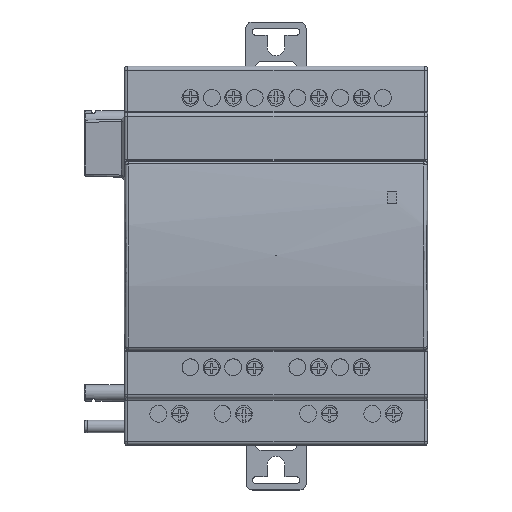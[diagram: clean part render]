
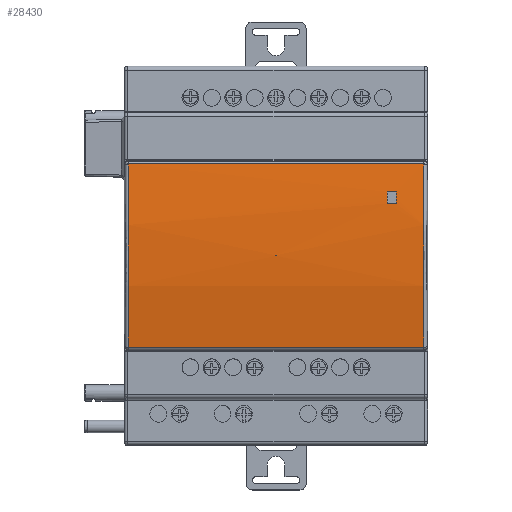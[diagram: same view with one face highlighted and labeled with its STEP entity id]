
A CAD part, top view. The second image highlights one B-rep face of the part: STEP entity #28430.
In plain terms, the highlighted cylindrical face has radius 130 mm (diameter 260 mm), a partial arc.
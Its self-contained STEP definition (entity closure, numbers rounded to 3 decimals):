
#97=B_SPLINE_CURVE_WITH_KNOTS('',3,(#48011,#48012,#48013,#48014),
 .UNSPECIFIED.,.F.,.F.,(4,4),(0.,1.),.UNSPECIFIED.);
#98=B_SPLINE_CURVE_WITH_KNOTS('',3,(#48019,#48020,#48021,#48022),
 .UNSPECIFIED.,.F.,.F.,(4,4),(0.,1.),.UNSPECIFIED.);
#99=B_SPLINE_CURVE_WITH_KNOTS('',3,(#48028,#48029,#48030,#48031),
 .UNSPECIFIED.,.F.,.F.,(4,4),(0.,1.),.UNSPECIFIED.);
#100=B_SPLINE_CURVE_WITH_KNOTS('',3,(#48035,#48036,#48037,#48038),
 .UNSPECIFIED.,.F.,.F.,(4,4),(0.,1.),.UNSPECIFIED.);
#101=B_SPLINE_CURVE_WITH_KNOTS('',3,(#48039,#48040,#48041,#48042,#48043,
#48044,#48045),.UNSPECIFIED.,.T.,.F.,(1,1,1,1,1,1,1,1,1,1,1),(0.,
0.,0.,0.,0.,
0.,0.,0.001,0.001,
0.001,0.001),.UNSPECIFIED.);
#152=ELLIPSE('',#32624,130.02,130.);
#153=ELLIPSE('',#32625,130.,130.);
#3536=LINE('',#48017,#6406);
#3537=LINE('',#48024,#6407);
#6406=VECTOR('',#39588,1000.);
#6407=VECTOR('',#39589,1000.);
#13309=ORIENTED_EDGE('',*,*,#18304,.T.);
#13310=ORIENTED_EDGE('',*,*,#18305,.T.);
#13311=ORIENTED_EDGE('',*,*,#18306,.T.);
#13312=ORIENTED_EDGE('',*,*,#18307,.T.);
#13313=ORIENTED_EDGE('',*,*,#18308,.T.);
#13314=ORIENTED_EDGE('',*,*,#18309,.T.);
#13315=ORIENTED_EDGE('',*,*,#18310,.T.);
#13316=ORIENTED_EDGE('',*,*,#18311,.T.);
#13317=ORIENTED_EDGE('',*,*,#18312,.T.);
#18304=EDGE_CURVE('',#21279,#21280,#97,.T.);
#18305=EDGE_CURVE('',#21280,#21281,#3536,.T.);
#18306=EDGE_CURVE('',#21281,#21282,#98,.T.);
#18307=EDGE_CURVE('',#21282,#21279,#3537,.T.);
#18308=EDGE_CURVE('',#21283,#21284,#152,.T.);
#18309=EDGE_CURVE('',#21284,#21285,#99,.T.);
#18310=EDGE_CURVE('',#21285,#21286,#153,.T.);
#18311=EDGE_CURVE('',#21286,#21283,#100,.T.);
#18312=EDGE_CURVE('',#21287,#21287,#101,.T.);
#21279=VERTEX_POINT('',#48015);
#21280=VERTEX_POINT('',#48016);
#21281=VERTEX_POINT('',#48018);
#21282=VERTEX_POINT('',#48023);
#21283=VERTEX_POINT('',#48026);
#21284=VERTEX_POINT('',#48027);
#21285=VERTEX_POINT('',#48032);
#21286=VERTEX_POINT('',#48034);
#21287=VERTEX_POINT('',#48046);
#24412=EDGE_LOOP('',(#13309,#13310,#13311,#13312));
#24413=EDGE_LOOP('',(#13313,#13314,#13315,#13316));
#24414=EDGE_LOOP('',(#13317));
#26311=FACE_BOUND('',#24412,.T.);
#26312=FACE_BOUND('',#24413,.T.);
#26313=FACE_BOUND('',#24414,.T.);
#27150=CYLINDRICAL_SURFACE('',#32623,130.);
#28430=ADVANCED_FACE('',(#26311,#26312,#26313),#27150,.T.);
#32623=AXIS2_PLACEMENT_3D('',#48010,#39586,#39587);
#32624=AXIS2_PLACEMENT_3D('',#48025,#39590,#39591);
#32625=AXIS2_PLACEMENT_3D('',#48033,#39592,#39593);
#39586=DIRECTION('',(1.,0.,0.));
#39587=DIRECTION('',(0.,1.,0.));
#39588=DIRECTION('',(-1.,0.,0.));
#39589=DIRECTION('',(1.,0.,0.));
#39590=DIRECTION('',(-1.,0.,0.017));
#39591=DIRECTION('',(0.017,0.,1.));
#39592=DIRECTION('',(1.,0.,0.));
#39593=DIRECTION('',(0.,-1.,0.));
#48010=CARTESIAN_POINT('',(-36.,0.,-127.4));
#48011=CARTESIAN_POINT('',(35.116,-21.742,0.769));
#48012=CARTESIAN_POINT('',(34.989,-7.384,3.205));
#48013=CARTESIAN_POINT('',(34.989,7.384,3.205));
#48014=CARTESIAN_POINT('',(35.116,21.742,0.769));
#48015=CARTESIAN_POINT('',(35.116,-21.742,0.769));
#48016=CARTESIAN_POINT('',(35.116,21.742,0.769));
#48017=CARTESIAN_POINT('',(-36.,21.742,0.769));
#48018=CARTESIAN_POINT('',(-35.116,21.742,0.769));
#48019=CARTESIAN_POINT('',(-35.116,21.742,0.769));
#48020=CARTESIAN_POINT('',(-34.989,7.384,3.205));
#48021=CARTESIAN_POINT('',(-34.989,-7.384,3.205));
#48022=CARTESIAN_POINT('',(-35.116,-21.742,0.769));
#48023=CARTESIAN_POINT('',(-35.116,-21.742,0.769));
#48024=CARTESIAN_POINT('',(-36.,-21.742,0.769));
#48025=CARTESIAN_POINT('',(-30.757,0.,-127.4));
#48026=CARTESIAN_POINT('',(-28.503,-15.137,1.716));
#48027=CARTESIAN_POINT('',(-28.498,-12.362,2.011));
#48028=CARTESIAN_POINT('',(-28.498,-12.362,2.011));
#48029=CARTESIAN_POINT('',(-27.785,-12.362,2.011));
#48030=CARTESIAN_POINT('',(-27.072,-12.362,2.011));
#48031=CARTESIAN_POINT('',(-26.359,-12.362,2.011));
#48032=CARTESIAN_POINT('',(-26.359,-12.362,2.011));
#48033=CARTESIAN_POINT('',(-26.359,0.,-127.4));
#48034=CARTESIAN_POINT('',(-26.359,-15.137,1.716));
#48035=CARTESIAN_POINT('',(-26.359,-15.137,1.716));
#48036=CARTESIAN_POINT('',(-27.074,-15.137,1.716));
#48037=CARTESIAN_POINT('',(-27.788,-15.137,1.716));
#48038=CARTESIAN_POINT('',(-28.503,-15.137,1.716));
#48039=CARTESIAN_POINT('',(0.,-0.15,2.6));
#48040=CARTESIAN_POINT('',(-0.15,0.,2.6));
#48041=CARTESIAN_POINT('',(0.,0.15,2.6));
#48042=CARTESIAN_POINT('',(0.15,0.,2.6));
#48043=CARTESIAN_POINT('',(0.,-0.15,2.6));
#48044=CARTESIAN_POINT('',(-0.15,0.,2.6));
#48045=CARTESIAN_POINT('',(0.,0.15,2.6));
#48046=CARTESIAN_POINT('',(-0.1,0.,2.6));
